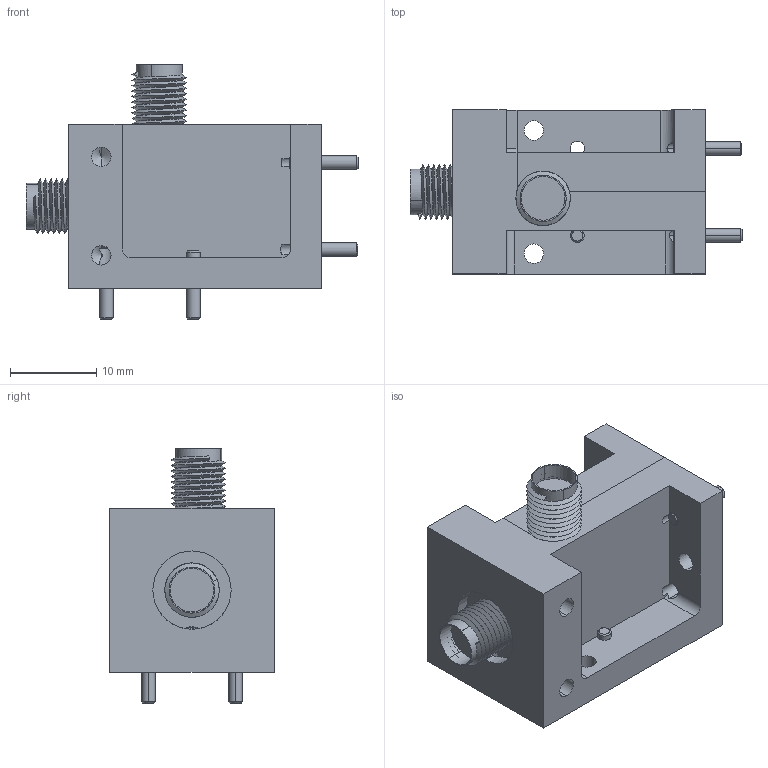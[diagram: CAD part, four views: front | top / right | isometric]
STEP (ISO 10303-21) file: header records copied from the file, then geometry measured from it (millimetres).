
FILE_DESCRIPTION (( 'STEP AP214' ), '1' );
FILE_NAME ('FB-EG-2-A.STEP', '2023-01-13T21:32:44', ( '' ), ( '' ), 'SwSTEP 2.0', 'SolidWorks 2021', '' );
FILE_SCHEMA (( 'AUTOMOTIVE_DESIGN' ));
Length unit declared in the file: inch
Products named in the file (1): FB-EG-2-A
Bounding box: 38.53 x 19.05 x 29.56 mm (x, y, z)
Volume: 7316.1 mm3; surface area: 5788.7 mm2
Topology: 10 solids, 10 shells, 377 faces, 966 edges, 599 vertices
Faces by surface type: cylinder 150, plane 119, cone 104, bspline 4
Entity records: 18520 total; most frequent: CARTESIAN_POINT 4561, ORIENTED_EDGE 1892, DIRECTION 1885, EDGE_CURVE 946, AXIS2_PLACEMENT_3D 710, VERTEX_POINT 599, VECTOR 465, LINE 465
